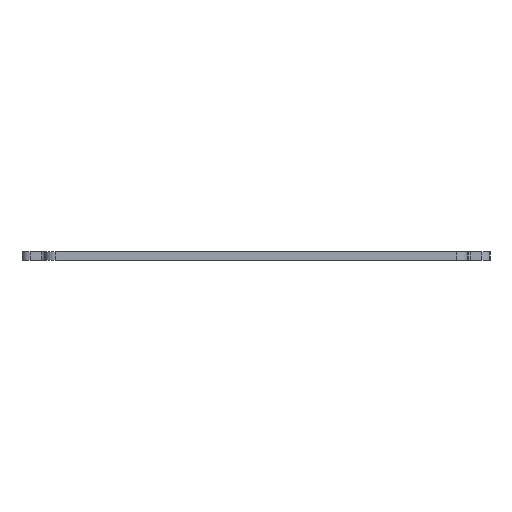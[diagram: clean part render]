
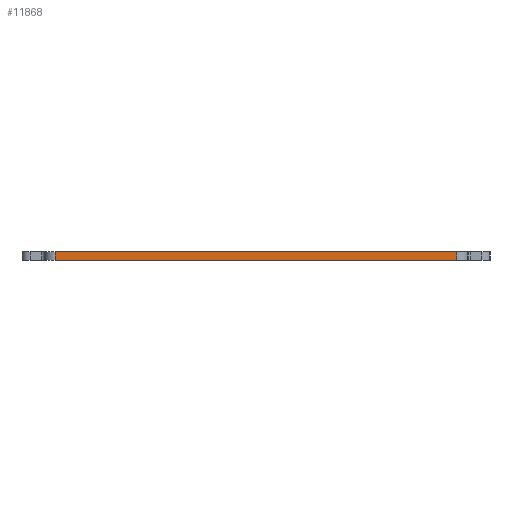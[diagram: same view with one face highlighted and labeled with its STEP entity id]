
A CAD part, left-side view. The second image highlights one B-rep face of the part: STEP entity #11868.
In plain terms, the highlighted planar face has unit normal (-1, 0, 0).
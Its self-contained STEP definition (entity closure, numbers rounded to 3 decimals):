
#203=PLANE('',#13035);
#588=FACE_OUTER_BOUND('',#1323,.T.);
#1323=EDGE_LOOP('',(#9520,#9521,#9522,#9523));
#1817=LINE('',#17112,#3070);
#2202=LINE('',#18544,#3455);
#2582=LINE('',#19721,#3835);
#2583=LINE('',#19723,#3836);
#3070=VECTOR('',#13551,10.);
#3455=VECTOR('',#14604,10.);
#3835=VECTOR('',#15622,10.);
#3836=VECTOR('',#15625,10.);
#4878=VERTEX_POINT('',#17109);
#4879=VERTEX_POINT('',#17111);
#5591=VERTEX_POINT('',#18541);
#5592=VERTEX_POINT('',#18543);
#6082=EDGE_CURVE('',#4878,#4879,#1817,.T.);
#6798=EDGE_CURVE('',#5591,#5592,#2202,.T.);
#7390=EDGE_CURVE('',#5592,#4878,#2582,.T.);
#7391=EDGE_CURVE('',#4879,#5591,#2583,.T.);
#9520=ORIENTED_EDGE('',*,*,#7390,.F.);
#9521=ORIENTED_EDGE('',*,*,#6798,.F.);
#9522=ORIENTED_EDGE('',*,*,#7391,.F.);
#9523=ORIENTED_EDGE('',*,*,#6082,.F.);
#11868=ADVANCED_FACE('',(#588),#203,.T.);
#13035=AXIS2_PLACEMENT_3D('',#19722,#15623,#15624);
#13551=DIRECTION('',(0.,1.,0.));
#14604=DIRECTION('',(0.,-1.,0.));
#15622=DIRECTION('',(0.,0.,-1.));
#15623=DIRECTION('center_axis',(-1.,0.,0.));
#15624=DIRECTION('ref_axis',(0.,1.,0.));
#15625=DIRECTION('',(0.,0.,1.));
#17109=CARTESIAN_POINT('',(0.,2.,-1.5));
#17111=CARTESIAN_POINT('',(0.,74.2,-1.5));
#17112=CARTESIAN_POINT('',(0.,76.2,-1.5));
#18541=CARTESIAN_POINT('',(0.,74.2,0.));
#18543=CARTESIAN_POINT('',(0.,2.,0.));
#18544=CARTESIAN_POINT('',(0.,76.2,0.));
#19721=CARTESIAN_POINT('',(0.,2.,0.));
#19722=CARTESIAN_POINT('Origin',(0.,0.,0.));
#19723=CARTESIAN_POINT('',(0.,74.2,0.));
